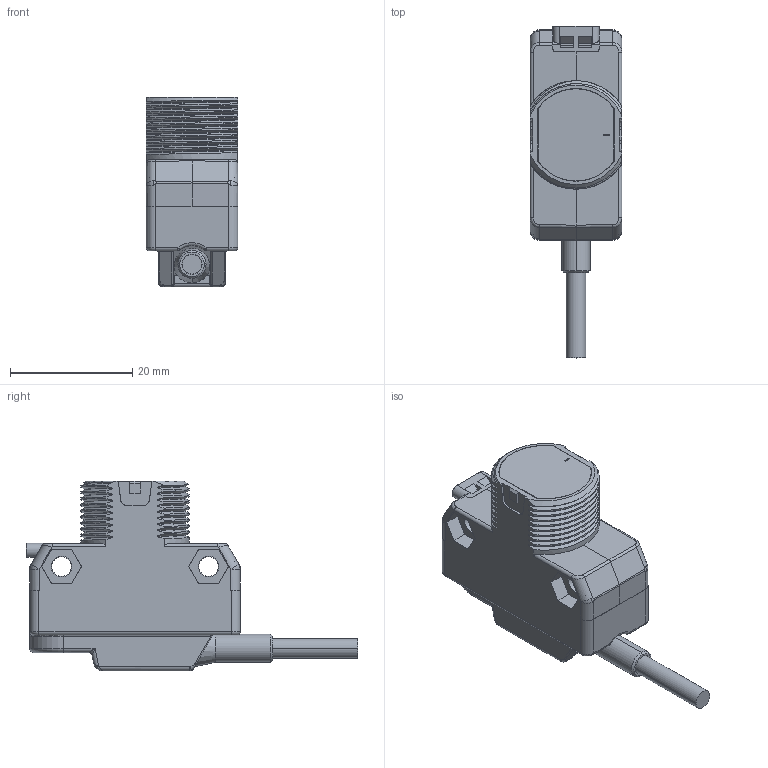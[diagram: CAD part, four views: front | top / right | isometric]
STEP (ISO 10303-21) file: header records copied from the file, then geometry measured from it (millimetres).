
FILE_DESCRIPTION((''),'2;1');
FILE_NAME('139718_SM01_ASM','2022-10-13T11:46:01',('PDMAdmin'),('BANNER ENGINEERING'),'CREO PARAMETRIC BY PTC INC, 2019292','CREO PARAMETRIC BY PTC INC, 2019292','');
FILE_SCHEMA(('CONFIG_CONTROL_DESIGN'));
Products named in the file (3): 139718_EP01; ASSEMBLY_55816; 139718_SM01_ASM
Assembly tree (2 placements, depth 2):
  139718_SM01_ASM
    139718_EP01
    ASSEMBLY_55816
Bounding box: 15 x 54.39 x 31.1 mm (x, y, z)
Volume: 11159.8 mm3; surface area: 4590.6 mm2
Topology: 2 solids, 2 shells, 392 faces, 974 edges, 602 vertices
Faces by surface type: plane 131, cylinder 116, bspline 97, cone 24, torus 16, sphere 8
Entity records: 17620 total; most frequent: CARTESIAN_POINT 8993, ORIENTED_EDGE 1944, DIRECTION 1485, EDGE_CURVE 972, VERTEX_POINT 602, AXIS2_PLACEMENT_3D 501, VECTOR 483, LINE 483
